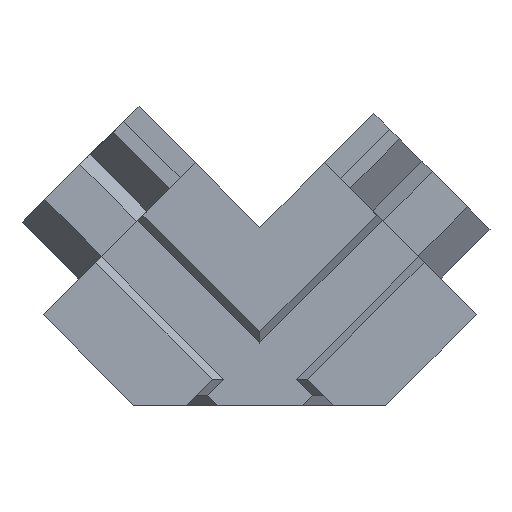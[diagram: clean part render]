
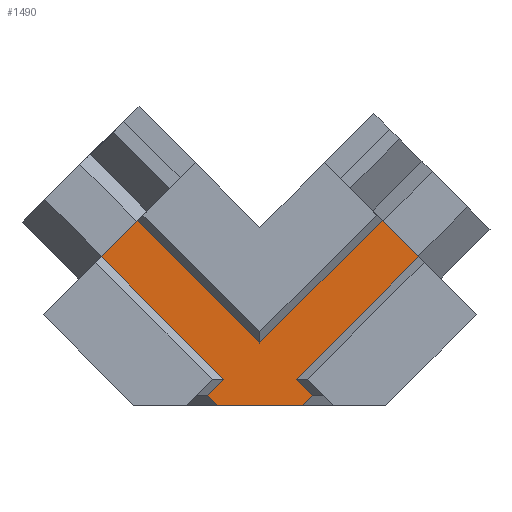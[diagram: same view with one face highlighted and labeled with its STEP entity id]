
A CAD part, front view. The second image highlights one B-rep face of the part: STEP entity #1490.
In plain terms, the highlighted planar face has unit normal (0, -1, 0).
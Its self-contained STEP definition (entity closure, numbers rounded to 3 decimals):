
#32=CARTESIAN_POINT('',(583.547,1387.798,-29.813));
#33=VERTEX_POINT('',#32);
#370=CARTESIAN_POINT('',(580.167,1387.798,-33.192));
#371=VERTEX_POINT('',#370);
#378=CARTESIAN_POINT('',(583.547,1387.798,-29.813));
#379=DIRECTION('',(-0.707,-0.,-0.707));
#380=VECTOR('',#379,4.779);
#381=LINE('',#378,#380);
#382=EDGE_CURVE('',#33,#371,#381,.T.);
#1239=CARTESIAN_POINT('',(598.318,1387.798,-44.584));
#1240=VERTEX_POINT('',#1239);
#1247=CARTESIAN_POINT('',(599.818,1387.798,-46.084));
#1248=VERTEX_POINT('',#1247);
#1249=CARTESIAN_POINT('',(599.818,1387.798,-46.084));
#1250=DIRECTION('',(-0.707,0.,0.707));
#1251=VECTOR('',#1250,2.121);
#1252=LINE('',#1249,#1251);
#1253=EDGE_CURVE('',#1248,#1240,#1252,.T.);
#1413=CARTESIAN_POINT('',(613.496,1387.798,-61.381));
#1414=DIRECTION('',(-0.,1.,-0.));
#1415=DIRECTION('',(0.707,-0.,-0.707));
#1416=AXIS2_PLACEMENT_3D('',#1413,#1414,#1415);
#1417=PLANE('',#1416);
#1418=CARTESIAN_POINT('',(590.991,1387.798,-47.016));
#1419=VERTEX_POINT('',#1418);
#1420=CARTESIAN_POINT('',(598.886,1387.798,-47.016));
#1421=VERTEX_POINT('',#1420);
#1422=CARTESIAN_POINT('',(590.991,1387.798,-47.016));
#1423=DIRECTION('',(1.,0.,0.));
#1424=VECTOR('',#1423,7.894);
#1425=LINE('',#1422,#1424);
#1426=EDGE_CURVE('',#1419,#1421,#1425,.T.);
#1427=ORIENTED_EDGE('',*,*,#1426,.T.);
#1428=CARTESIAN_POINT('',(599.818,1387.798,-46.084));
#1429=DIRECTION('',(-0.707,-0.,-0.707));
#1430=VECTOR('',#1429,1.318);
#1431=LINE('',#1428,#1430);
#1432=EDGE_CURVE('',#1248,#1421,#1431,.T.);
#1433=ORIENTED_EDGE('',*,*,#1432,.F.);
#1434=ORIENTED_EDGE('',*,*,#1253,.T.);
#1435=CARTESIAN_POINT('',(609.709,1387.798,-33.192));
#1436=VERTEX_POINT('',#1435);
#1437=CARTESIAN_POINT('',(598.318,1387.798,-44.584));
#1438=DIRECTION('',(0.707,0.,0.707));
#1439=VECTOR('',#1438,16.111);
#1440=LINE('',#1437,#1439);
#1441=EDGE_CURVE('',#1240,#1436,#1440,.T.);
#1442=ORIENTED_EDGE('',*,*,#1441,.T.);
#1443=CARTESIAN_POINT('',(606.33,1387.798,-29.813));
#1444=VERTEX_POINT('',#1443);
#1445=CARTESIAN_POINT('',(609.709,1387.798,-33.192));
#1446=DIRECTION('',(-0.707,0.,0.707));
#1447=VECTOR('',#1446,4.779);
#1448=LINE('',#1445,#1447);
#1449=EDGE_CURVE('',#1436,#1444,#1448,.T.);
#1450=ORIENTED_EDGE('',*,*,#1449,.T.);
#1451=CARTESIAN_POINT('',(594.938,1387.798,-41.205));
#1452=VERTEX_POINT('',#1451);
#1453=CARTESIAN_POINT('',(594.938,1387.798,-41.205));
#1454=DIRECTION('',(0.707,0.,0.707));
#1455=VECTOR('',#1454,16.111);
#1456=LINE('',#1453,#1455);
#1457=EDGE_CURVE('',#1452,#1444,#1456,.T.);
#1458=ORIENTED_EDGE('',*,*,#1457,.F.);
#1459=CARTESIAN_POINT('',(594.938,1387.798,-41.205));
#1460=DIRECTION('',(-0.707,0.,0.707));
#1461=VECTOR('',#1460,16.111);
#1462=LINE('',#1459,#1461);
#1463=EDGE_CURVE('',#1452,#33,#1462,.T.);
#1464=ORIENTED_EDGE('',*,*,#1463,.T.);
#1465=ORIENTED_EDGE('',*,*,#382,.T.);
#1466=CARTESIAN_POINT('',(591.559,1387.798,-44.584));
#1467=VERTEX_POINT('',#1466);
#1468=CARTESIAN_POINT('',(591.559,1387.798,-44.584));
#1469=DIRECTION('',(-0.707,0.,0.707));
#1470=VECTOR('',#1469,16.111);
#1471=LINE('',#1468,#1470);
#1472=EDGE_CURVE('',#1467,#371,#1471,.T.);
#1473=ORIENTED_EDGE('',*,*,#1472,.F.);
#1474=CARTESIAN_POINT('',(590.059,1387.798,-46.084));
#1475=VERTEX_POINT('',#1474);
#1476=CARTESIAN_POINT('',(590.059,1387.798,-46.084));
#1477=DIRECTION('',(0.707,0.,0.707));
#1478=VECTOR('',#1477,2.121);
#1479=LINE('',#1476,#1478);
#1480=EDGE_CURVE('',#1475,#1467,#1479,.T.);
#1481=ORIENTED_EDGE('',*,*,#1480,.F.);
#1482=CARTESIAN_POINT('',(590.059,1387.798,-46.084));
#1483=DIRECTION('',(0.707,-0.,-0.707));
#1484=VECTOR('',#1483,1.318);
#1485=LINE('',#1482,#1484);
#1486=EDGE_CURVE('',#1475,#1419,#1485,.T.);
#1487=ORIENTED_EDGE('',*,*,#1486,.T.);
#1488=EDGE_LOOP('',(#1427,#1433,#1434,#1442,#1450,#1458,#1464,#1465,#1473,#1481,#1487));
#1489=FACE_BOUND('',#1488,.T.);
#1490=ADVANCED_FACE('',(#1489),#1417,.F.);
